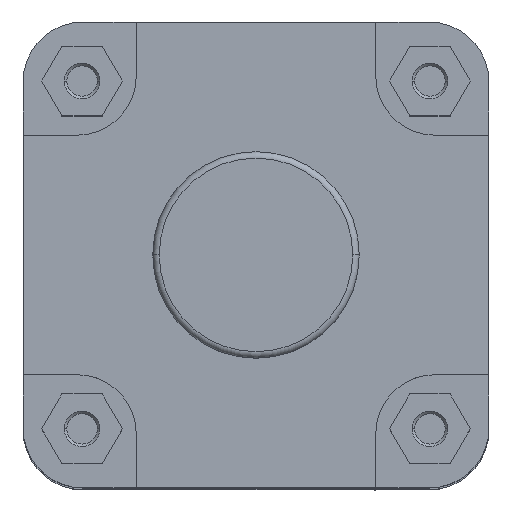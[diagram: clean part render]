
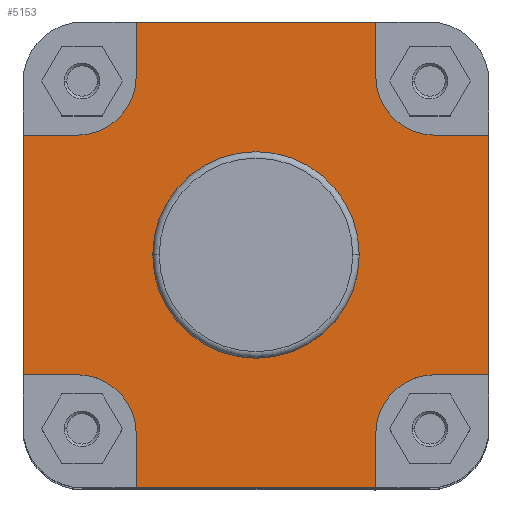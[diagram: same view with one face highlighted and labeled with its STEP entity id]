
A CAD part, top view. The second image highlights one B-rep face of the part: STEP entity #5153.
In plain terms, the highlighted planar face has unit normal (0, 0, 1).
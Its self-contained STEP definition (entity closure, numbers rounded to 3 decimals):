
#18 = CARTESIAN_POINT ( 'NONE',  ( 46.25, -69.25, -10. ) ) ;
#19 = CARTESIAN_POINT ( 'NONE',  ( 90., 46.25, -10. ) ) ;
#20 = CARTESIAN_POINT ( 'NONE',  ( 46.25, 69.25, -10. ) ) ;
#22 = CARTESIAN_POINT ( 'NONE',  ( 46.25, 90., -10. ) ) ;
#73 = EDGE_LOOP ( 'NONE', ( #5428, #5405 ) ) ;
#166 = EDGE_LOOP ( 'NONE', ( #5352, #5435, #5369, #5502, #5411, #5367, #5358, #5398, #5495, #5386, #5526, #5385, #5484, #5356, #5499, #5513 ) ) ;
#746 = VERTEX_POINT ( 'NONE', #1125 ) ;
#815 = CARTESIAN_POINT ( 'NONE',  ( 46.25, -90., -10. ) ) ;
#845 = CARTESIAN_POINT ( 'NONE',  ( -46.25, -69.25, -10. ) ) ;
#945 = VERTEX_POINT ( 'NONE', #815 ) ;
#946 = VERTEX_POINT ( 'NONE', #845 ) ;
#949 = VERTEX_POINT ( 'NONE', #19 ) ;
#951 = VERTEX_POINT ( 'NONE', #18 ) ;
#952 = VERTEX_POINT ( 'NONE', #20 ) ;
#953 = VERTEX_POINT ( 'NONE', #22 ) ;
#958 = VERTEX_POINT ( 'NONE', #3773 ) ;
#960 = VERTEX_POINT ( 'NONE', #3770 ) ;
#964 = VERTEX_POINT ( 'NONE', #5902 ) ;
#989 = VERTEX_POINT ( 'NONE', #5860 ) ;
#991 = VERTEX_POINT ( 'NONE', #5870 ) ;
#996 = VERTEX_POINT ( 'NONE', #5745 ) ;
#997 = VERTEX_POINT ( 'NONE', #5991 ) ;
#998 = VERTEX_POINT ( 'NONE', #6001 ) ;
#1016 = VERTEX_POINT ( 'NONE', #5928 ) ;
#1125 = CARTESIAN_POINT ( 'NONE',  ( -90., 46.25, -10. ) ) ;
#1171 = EDGE_CURVE ( 'NONE', #2851, #2823, #6246, .T. ) ;
#1310 = EDGE_CURVE ( 'NONE', #746, #1016, #6443, .T. ) ;
#1311 = EDGE_CURVE ( 'NONE', #1016, #989, #6453, .T. ) ;
#1312 = EDGE_CURVE ( 'NONE', #989, #997, #6452, .T. ) ;
#1313 = EDGE_CURVE ( 'NONE', #997, #953, #6450, .T. ) ;
#1314 = EDGE_CURVE ( 'NONE', #953, #952, #6456, .T. ) ;
#1315 = EDGE_CURVE ( 'NONE', #952, #998, #6460, .T. ) ;
#1316 = EDGE_CURVE ( 'NONE', #998, #949, #6459, .T. ) ;
#1317 = EDGE_CURVE ( 'NONE', #949, #960, #6455, .T. ) ;
#1318 = EDGE_CURVE ( 'NONE', #960, #991, #6463, .T. ) ;
#1319 = EDGE_CURVE ( 'NONE', #991, #951, #6466, .T. ) ;
#1320 = EDGE_CURVE ( 'NONE', #951, #945, #6465, .T. ) ;
#1321 = EDGE_CURVE ( 'NONE', #964, #945, #6462, .T. ) ;
#1322 = EDGE_CURVE ( 'NONE', #946, #996, #6472, .T. ) ;
#1323 = EDGE_CURVE ( 'NONE', #746, #958, #6471, .T. ) ;
#1324 = EDGE_CURVE ( 'NONE', #2823, #2851, #6474, .T. ) ;
#1325 = EDGE_CURVE ( 'NONE', #964, #946, #6469, .T. ) ;
#1326 = EDGE_CURVE ( 'NONE', #996, #958, #6475, .T. ) ;
#1694 = AXIS2_PLACEMENT_3D ( 'NONE', #6037, #5699, #5711 ) ;
#1772 = AXIS2_PLACEMENT_3D ( 'NONE', #3902, #3904, #3905 ) ;
#1773 = AXIS2_PLACEMENT_3D ( 'NONE', #3909, #3913, #3914 ) ;
#1774 = AXIS2_PLACEMENT_3D ( 'NONE', #3918, #3922, #3923 ) ;
#1778 = AXIS2_PLACEMENT_3D ( 'NONE', #3929, #3930, #3931 ) ;
#1779 = AXIS2_PLACEMENT_3D ( 'NONE', #3932, #3934, #3935 ) ;
#2007 = AXIS2_PLACEMENT_3D ( 'NONE', #2972, #2974, #2975 ) ;
#2366 = FACE_BOUND ( 'NONE', #73, .T. ) ;
#2369 = FACE_OUTER_BOUND ( 'NONE', #166, .T. ) ;
#2823 = VERTEX_POINT ( 'NONE', #4748 ) ;
#2851 = VERTEX_POINT ( 'NONE', #4773 ) ;
#2972 = CARTESIAN_POINT ( 'NONE',  ( 0., 39.9, -10. ) ) ;
#2973 = PLANE ( 'NONE',  #2007 ) ;
#2974 = DIRECTION ( 'NONE',  ( 0., 0., -1. ) ) ;
#2975 = DIRECTION ( 'NONE',  ( -1., 0., 0. ) ) ;
#3770 = CARTESIAN_POINT ( 'NONE',  ( 90., -46.25, -10. ) ) ;
#3773 = CARTESIAN_POINT ( 'NONE',  ( -90., -46.25, -10. ) ) ;
#3889 = CARTESIAN_POINT ( 'NONE',  ( -69.25, 46.25, -10. ) ) ;
#3899 = CARTESIAN_POINT ( 'NONE',  ( -46.25, 90., -10. ) ) ;
#3902 = CARTESIAN_POINT ( 'NONE',  ( -69.25, 69.25, -10. ) ) ;
#3903 = DIRECTION ( 'NONE',  ( 1., 0., 0. ) ) ;
#3904 = DIRECTION ( 'NONE',  ( 0., 0., 1. ) ) ;
#3905 = DIRECTION ( 'NONE',  ( -1., 0., 0. ) ) ;
#3906 = CARTESIAN_POINT ( 'NONE',  ( 0., 90., -10. ) ) ;
#3907 = CARTESIAN_POINT ( 'NONE',  ( 90., 46.25, -10. ) ) ;
#3908 = DIRECTION ( 'NONE',  ( 0., 1., 0. ) ) ;
#3909 = CARTESIAN_POINT ( 'NONE',  ( 69.25, 69.25, -10. ) ) ;
#3910 = DIRECTION ( 'NONE',  ( 1., 0., 0. ) ) ;
#3911 = CARTESIAN_POINT ( 'NONE',  ( 46.25, 69.25, -10. ) ) ;
#3912 = DIRECTION ( 'NONE',  ( 0., -1., 0. ) ) ;
#3913 = DIRECTION ( 'NONE',  ( 0., 0., 1. ) ) ;
#3914 = DIRECTION ( 'NONE',  ( -1., 0., 0. ) ) ;
#3915 = CARTESIAN_POINT ( 'NONE',  ( 90., -198.141, -10. ) ) ;
#3916 = CARTESIAN_POINT ( 'NONE',  ( 46.25, -90., -10. ) ) ;
#3917 = DIRECTION ( 'NONE',  ( 1., 0., 0. ) ) ;
#3918 = CARTESIAN_POINT ( 'NONE',  ( 69.25, -69.25, -10. ) ) ;
#3919 = DIRECTION ( 'NONE',  ( 0., -1., 0. ) ) ;
#3920 = CARTESIAN_POINT ( 'NONE',  ( 69.25, -46.25, -10. ) ) ;
#3921 = DIRECTION ( 'NONE',  ( -1., 0., 0. ) ) ;
#3922 = DIRECTION ( 'NONE',  ( 0., 0., 1. ) ) ;
#3923 = DIRECTION ( 'NONE',  ( -1., 0., 0. ) ) ;
#3924 = CARTESIAN_POINT ( 'NONE',  ( 0., -90., -10. ) ) ;
#3925 = DIRECTION ( 'NONE',  ( 0., -1., 0. ) ) ;
#3927 = CARTESIAN_POINT ( 'NONE',  ( -90., -198.141, -10. ) ) ;
#3928 = DIRECTION ( 'NONE',  ( 1., 0., 0. ) ) ;
#3929 = CARTESIAN_POINT ( 'NONE',  ( -69.25, -69.25, -10. ) ) ;
#3930 = DIRECTION ( 'NONE',  ( 0., 0., 1. ) ) ;
#3931 = DIRECTION ( 'NONE',  ( -1., 0., 0. ) ) ;
#3932 = CARTESIAN_POINT ( 'NONE',  ( 0., 0., -10. ) ) ;
#3933 = DIRECTION ( 'NONE',  ( 0., -1., 0. ) ) ;
#3934 = DIRECTION ( 'NONE',  ( 0., 0., 1. ) ) ;
#3935 = DIRECTION ( 'NONE',  ( 1., 0., 0. ) ) ;
#3936 = CARTESIAN_POINT ( 'NONE',  ( -46.25, -69.25, -10. ) ) ;
#3937 = DIRECTION ( 'NONE',  ( 0., 1., 0. ) ) ;
#3939 = CARTESIAN_POINT ( 'NONE',  ( -90., -46.25, -10. ) ) ;
#3940 = DIRECTION ( 'NONE',  ( -1., 0., 0. ) ) ;
#4748 = CARTESIAN_POINT ( 'NONE',  ( -39.9, 0., -10. ) ) ;
#4773 = CARTESIAN_POINT ( 'NONE',  ( 39.9, 0., -10. ) ) ;
#5153 = ADVANCED_FACE ( 'NONE', ( #2366, #2369 ), #2973, .F. ) ;
#5352 = ORIENTED_EDGE ( 'NONE', *, *, #1323, .T. ) ;
#5356 = ORIENTED_EDGE ( 'NONE', *, *, #1312, .F. ) ;
#5358 = ORIENTED_EDGE ( 'NONE', *, *, #1319, .F. ) ;
#5367 = ORIENTED_EDGE ( 'NONE', *, *, #1320, .F. ) ;
#5369 = ORIENTED_EDGE ( 'NONE', *, *, #1322, .F. ) ;
#5385 = ORIENTED_EDGE ( 'NONE', *, *, #1314, .F. ) ;
#5386 = ORIENTED_EDGE ( 'NONE', *, *, #1316, .F. ) ;
#5398 = ORIENTED_EDGE ( 'NONE', *, *, #1318, .F. ) ;
#5405 = ORIENTED_EDGE ( 'NONE', *, *, #1324, .F. ) ;
#5411 = ORIENTED_EDGE ( 'NONE', *, *, #1321, .T. ) ;
#5428 = ORIENTED_EDGE ( 'NONE', *, *, #1171, .F. ) ;
#5435 = ORIENTED_EDGE ( 'NONE', *, *, #1326, .F. ) ;
#5484 = ORIENTED_EDGE ( 'NONE', *, *, #1313, .F. ) ;
#5495 = ORIENTED_EDGE ( 'NONE', *, *, #1317, .F. ) ;
#5499 = ORIENTED_EDGE ( 'NONE', *, *, #1311, .F. ) ;
#5502 = ORIENTED_EDGE ( 'NONE', *, *, #1325, .F. ) ;
#5513 = ORIENTED_EDGE ( 'NONE', *, *, #1310, .F. ) ;
#5526 = ORIENTED_EDGE ( 'NONE', *, *, #1315, .F. ) ;
#5699 = DIRECTION ( 'NONE',  ( 0., 0., 1. ) ) ;
#5711 = DIRECTION ( 'NONE',  ( 1., 0., 0. ) ) ;
#5745 = CARTESIAN_POINT ( 'NONE',  ( -69.25, -46.25, -10. ) ) ;
#5860 = CARTESIAN_POINT ( 'NONE',  ( -46.25, 69.25, -10. ) ) ;
#5870 = CARTESIAN_POINT ( 'NONE',  ( 69.25, -46.25, -10. ) ) ;
#5902 = CARTESIAN_POINT ( 'NONE',  ( -46.25, -90., -10. ) ) ;
#5928 = CARTESIAN_POINT ( 'NONE',  ( -69.25, 46.25, -10. ) ) ;
#5991 = CARTESIAN_POINT ( 'NONE',  ( -46.25, 90., -10. ) ) ;
#6001 = CARTESIAN_POINT ( 'NONE',  ( 69.25, 46.25, -10. ) ) ;
#6037 = CARTESIAN_POINT ( 'NONE',  ( 0., 0., -10. ) ) ;
#6246 = CIRCLE ( 'NONE', #1694, 39.9 ) ;
#6441 = VECTOR ( 'NONE', #3917, 1000. ) ;
#6442 = VECTOR ( 'NONE', #3908, 1000. ) ;
#6443 = LINE ( 'NONE', #3889, #6449 ) ;
#6449 = VECTOR ( 'NONE', #3903, 1000. ) ;
#6450 = LINE ( 'NONE', #3906, #6454 ) ;
#6451 = VECTOR ( 'NONE', #3925, 1000. ) ;
#6452 = LINE ( 'NONE', #3899, #6442 ) ;
#6453 = CIRCLE ( 'NONE', #1772, 23. ) ;
#6454 = VECTOR ( 'NONE', #3910, 1000. ) ;
#6455 = LINE ( 'NONE', #3915, #6461 ) ;
#6456 = LINE ( 'NONE', #3911, #6457 ) ;
#6457 = VECTOR ( 'NONE', #3912, 1000. ) ;
#6459 = LINE ( 'NONE', #3907, #6441 ) ;
#6460 = CIRCLE ( 'NONE', #1773, 23. ) ;
#6461 = VECTOR ( 'NONE', #3919, 1000. ) ;
#6462 = LINE ( 'NONE', #3924, #6467 ) ;
#6463 = LINE ( 'NONE', #3920, #6464 ) ;
#6464 = VECTOR ( 'NONE', #3921, 1000. ) ;
#6465 = LINE ( 'NONE', #3916, #6451 ) ;
#6466 = CIRCLE ( 'NONE', #1774, 23. ) ;
#6467 = VECTOR ( 'NONE', #3928, 1000. ) ;
#6468 = VECTOR ( 'NONE', #3933, 1000. ) ;
#6469 = LINE ( 'NONE', #3936, #6470 ) ;
#6470 = VECTOR ( 'NONE', #3937, 1000. ) ;
#6471 = LINE ( 'NONE', #3927, #6468 ) ;
#6472 = CIRCLE ( 'NONE', #1778, 23. ) ;
#6474 = CIRCLE ( 'NONE', #1779, 39.9 ) ;
#6475 = LINE ( 'NONE', #3939, #6476 ) ;
#6476 = VECTOR ( 'NONE', #3940, 1000. ) ;
